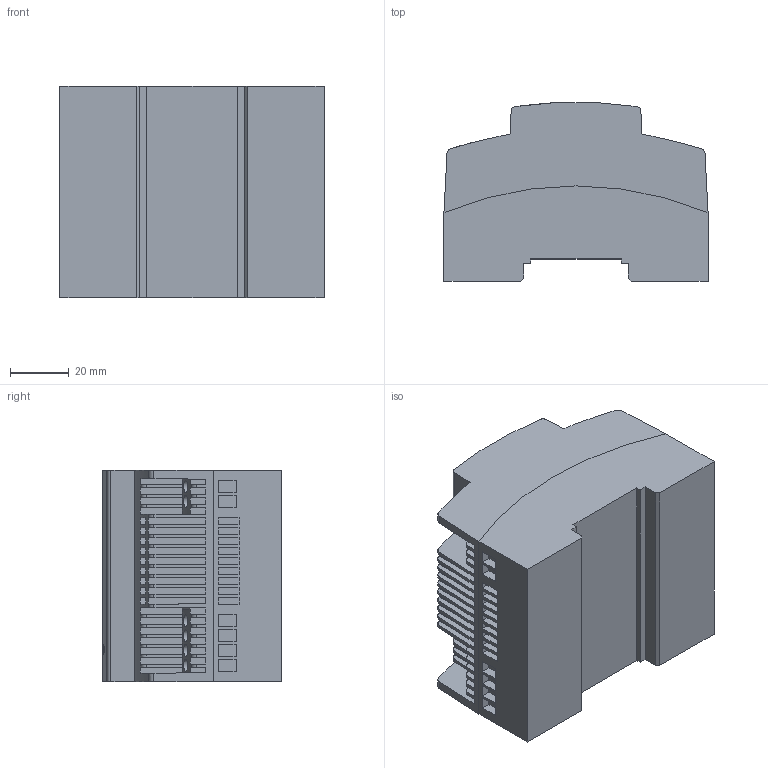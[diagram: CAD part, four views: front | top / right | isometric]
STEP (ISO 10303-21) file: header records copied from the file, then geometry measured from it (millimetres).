
FILE_DESCRIPTION(('SolidDesigner STEP Export'),'2;1');
FILE_NAME('2868541_STEP_PS_1AC_5DC_6.5-select.stp','2009-05-25T12:56:39',(''),(''),'CoCreate Modeling STEP processor for AP214 (Solid Model)','CoCreate Modeling 16.00A 16-Aug-2008 (C) Parametric Technology GmbH','');
FILE_SCHEMA(('AUTOMOTIVE_DESIGN { 1 0 10303 214 1 1 1 1 }'));
Length unit declared in the file: millimetre
Products named in the file (2): 2868541_STEP_PS_1AC_5DC_6.5-select
Assembly tree (1 placements, depth 2):
  2868541_STEP_PS_1AC_5DC_6.5-select
    2868541_STEP_PS_1AC_5DC_6.5-select
Bounding box: 90 x 60.83 x 72 mm (x, y, z)
Volume: 316598.9 mm3; surface area: 38011.6 mm2
Topology: 1 solids, 1 shells, 648 faces, 1718 edges, 1139 vertices
Faces by surface type: plane 541, cylinder 73, extrusion 34
Entity records: 23320 total; most frequent: CARTESIAN_POINT 4466, ORIENTED_EDGE 3436, DIRECTION 2982, EDGE_CURVE 1718, VECTOR 1350, LINE 1316, VERTEX_POINT 1139, AXIS2_PLACEMENT_3D 816
